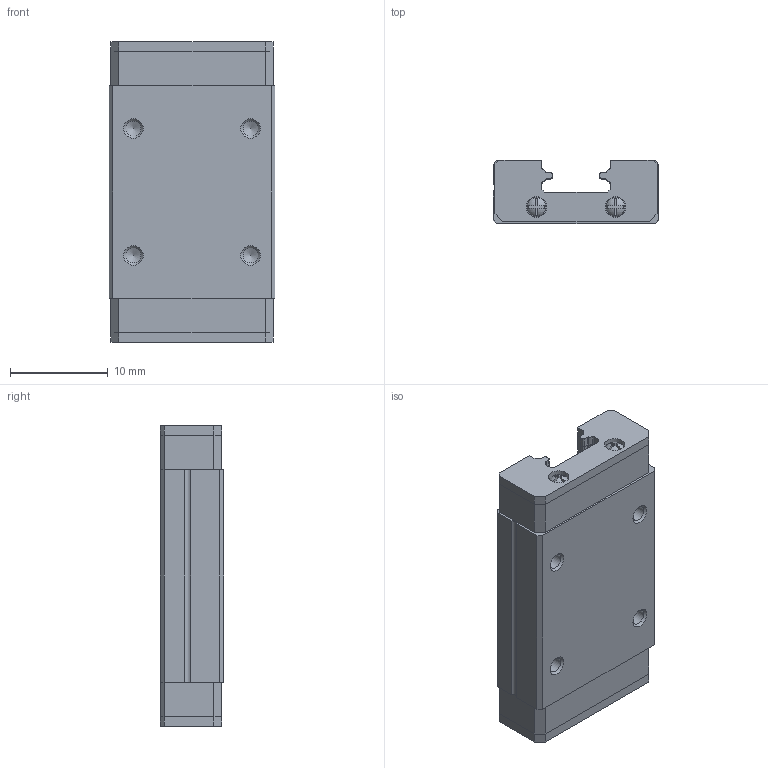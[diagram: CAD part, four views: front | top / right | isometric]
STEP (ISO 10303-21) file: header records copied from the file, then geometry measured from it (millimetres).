
FILE_DESCRIPTION(/* description */ (''),/* implementation_level */ '2;1');
FILE_NAME(/* name */ 'model.step',/* time_stamp */ '2024-04-08T18:04:05-06:00',/* author */ (''),/* organization */ (''),/* preprocessor_version */ 'ST-DEVELOPER v20',/* originating_system */ 'Autodesk Translation Framework v12.20.1.177',/* authorisation */ '');
FILE_SCHEMA (('AUTOMOTIVE_DESIGN { 1 0 10303 214 3 1 1 }'));
Length unit declared in the file: millimetre
Products named in the file (1): MGN7H Carriage
Bounding box: 17 x 6.5 x 30.8 mm (x, y, z)
Volume: 2645.8 mm3; surface area: 2664.9 mm2
Topology: 9 solids, 9 shells, 298 faces, 792 edges, 524 vertices
Faces by surface type: plane 185, cylinder 93, cone 16, sphere 4
Full cylindrical faces by diameter (mm): 1.567 x8, 2.1 x4
Entity records: 9316 total; most frequent: DIRECTION 1636, CARTESIAN_POINT 1611, ORIENTED_EDGE 1576, EDGE_CURVE 788, AXIS2_PLACEMENT_3D 549, LINE 538, VECTOR 538, VERTEX_POINT 524
